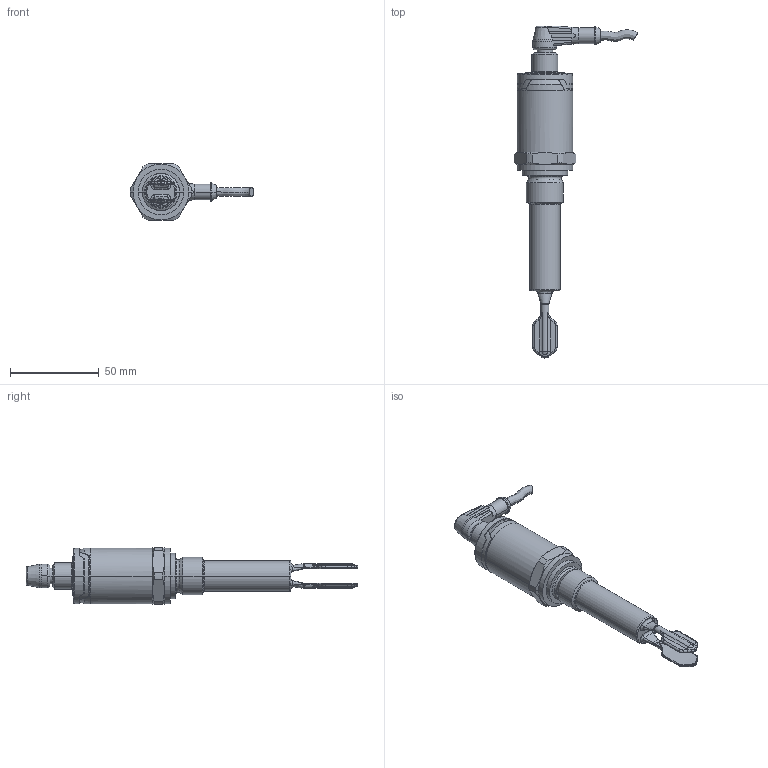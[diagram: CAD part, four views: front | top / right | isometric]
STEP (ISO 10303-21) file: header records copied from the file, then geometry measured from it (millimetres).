
FILE_DESCRIPTION((''),'2;1');
FILE_NAME('DM_CAD-2259_SW0001','2016-04-04T',('Creinig-se'),(''),'PRO/ENGINEER BY PARAMETRIC TECHNOLOGY CORPORATION, 2015440','PRO/ENGINEER BY PARAMETRIC TECHNOLOGY CORPORATION, 2015440','');
FILE_SCHEMA(('CONFIG_CONTROL_DESIGN'));
Length unit declared in the file: millimetre
Products named in the file (1): DM_CAD-2259_SW0001
Bounding box: 70.02 x 187.55 x 31.8 mm (x, y, z)
Volume: 68494.7 mm3; surface area: 17229.6 mm2
Topology: 1 solids, 1 shells, 612 faces, 1607 edges, 1012 vertices
Faces by surface type: plane 250, cylinder 128, bspline 115, torus 66, cone 41, sphere 8, extrusion 4
Entity records: 31115 total; most frequent: CARTESIAN_POINT 12020, ORIENTED_EDGE 3200, DIRECTION 2574, EDGE_CURVE 1600, VERTEX_POINT 1012, AXIS2_PLACEMENT_3D 936, FILL_AREA_STYLE_COLOUR 729, FILL_AREA_STYLE 729
